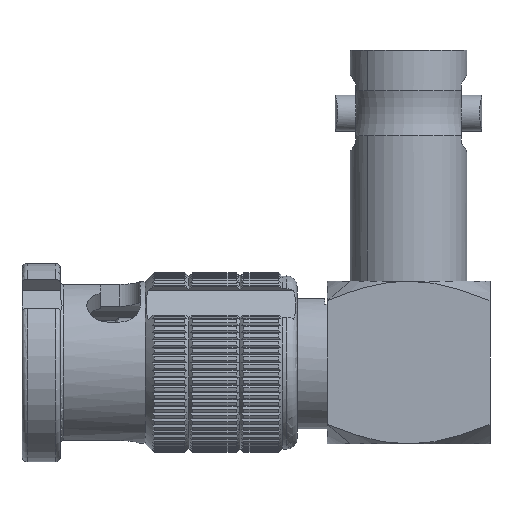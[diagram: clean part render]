
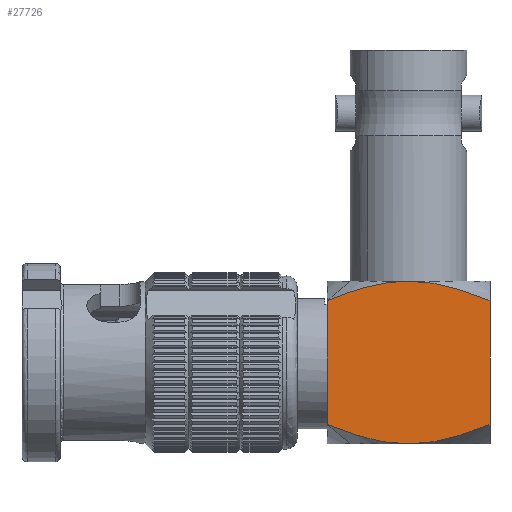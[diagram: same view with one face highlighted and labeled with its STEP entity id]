
A CAD part, front view. The second image highlights one B-rep face of the part: STEP entity #27726.
In plain terms, the highlighted planar face has unit normal (0, -1, 0).
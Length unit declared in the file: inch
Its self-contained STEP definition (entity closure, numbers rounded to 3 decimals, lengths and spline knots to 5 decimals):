
#11969=DIRECTION('',(0.,0.,-1.));
#11970=VECTOR('',#11969,0.19021);
#11971=CARTESIAN_POINT('',(0.40984,-0.125,0.09511));
#11972=LINE('',#11971,#11970);
#12076=CARTESIAN_POINT('',(0.53484,-0.125,-0.125));
#12077=CARTESIAN_POINT('',(0.53096,-0.125,-0.125));
#12078=CARTESIAN_POINT('',(0.5232,-0.125,-0.12479));
#12079=CARTESIAN_POINT('',(0.51161,-0.125,-0.12386));
#12080=CARTESIAN_POINT('',(0.50002,-0.125,-0.12234));
#12081=CARTESIAN_POINT('',(0.48844,-0.125,-0.12027));
#12082=CARTESIAN_POINT('',(0.47675,-0.125,-0.11767));
#12083=CARTESIAN_POINT('',(0.46482,-0.125,-0.11452));
#12084=CARTESIAN_POINT('',(0.45247,-0.125,-0.11081));
#12085=CARTESIAN_POINT('',(0.43946,-0.125,-0.10646));
#12086=CARTESIAN_POINT('',(0.42548,-0.125,-0.10135));
#12087=CARTESIAN_POINT('',(0.41519,-0.125,-0.09729));
#12088=CARTESIAN_POINT('',(0.40984,-0.125,-0.09511));
#12090=CARTESIAN_POINT('',(0.40984,-0.125,0.09511));
#12091=CARTESIAN_POINT('',(0.41519,-0.125,0.09729));
#12092=CARTESIAN_POINT('',(0.42548,-0.125,0.10135));
#12093=CARTESIAN_POINT('',(0.43946,-0.125,0.10646));
#12094=CARTESIAN_POINT('',(0.45247,-0.125,0.11081));
#12095=CARTESIAN_POINT('',(0.46482,-0.125,0.11452));
#12096=CARTESIAN_POINT('',(0.47675,-0.125,0.11767));
#12097=CARTESIAN_POINT('',(0.48844,-0.125,0.12027));
#12098=CARTESIAN_POINT('',(0.50002,-0.125,0.12234));
#12099=CARTESIAN_POINT('',(0.51161,-0.125,0.12386));
#12100=CARTESIAN_POINT('',(0.5232,-0.125,0.12479));
#12101=CARTESIAN_POINT('',(0.53096,-0.125,0.125));
#12102=CARTESIAN_POINT('',(0.53484,-0.125,0.125));
#12104=CARTESIAN_POINT('',(0.53484,-0.125,0.125));
#12105=CARTESIAN_POINT('',(0.53876,-0.125,0.125));
#12106=CARTESIAN_POINT('',(0.54659,-0.125,0.12479));
#12107=CARTESIAN_POINT('',(0.55829,-0.125,0.12384));
#12108=CARTESIAN_POINT('',(0.56995,-0.125,0.1223));
#12109=CARTESIAN_POINT('',(0.58159,-0.125,0.1202));
#12110=CARTESIAN_POINT('',(0.59331,-0.125,0.11758));
#12111=CARTESIAN_POINT('',(0.60525,-0.125,0.11442));
#12112=CARTESIAN_POINT('',(0.61757,-0.125,0.1107));
#12113=CARTESIAN_POINT('',(0.63052,-0.125,0.10636));
#12114=CARTESIAN_POINT('',(0.64438,-0.125,0.10128));
#12115=CARTESIAN_POINT('',(0.65455,-0.125,0.09727));
#12116=CARTESIAN_POINT('',(0.65984,-0.125,0.09511));
#12118=DIRECTION('',(0.,0.,-1.));
#12119=VECTOR('',#12118,0.19021);
#12120=CARTESIAN_POINT('',(0.65984,-0.125,0.09511));
#12121=LINE('',#12120,#12119);
#12122=CARTESIAN_POINT('',(0.53484,-0.125,-0.125));
#12123=CARTESIAN_POINT('',(0.53876,-0.125,-0.125));
#12124=CARTESIAN_POINT('',(0.54659,-0.125,-0.12479));
#12125=CARTESIAN_POINT('',(0.55829,-0.125,-0.12384));
#12126=CARTESIAN_POINT('',(0.56995,-0.125,-0.1223));
#12127=CARTESIAN_POINT('',(0.58159,-0.125,-0.1202));
#12128=CARTESIAN_POINT('',(0.59331,-0.125,-0.11758));
#12129=CARTESIAN_POINT('',(0.60525,-0.125,-0.11442));
#12130=CARTESIAN_POINT('',(0.61757,-0.125,-0.1107));
#12131=CARTESIAN_POINT('',(0.63052,-0.125,-0.10636));
#12132=CARTESIAN_POINT('',(0.64438,-0.125,-0.10128));
#12133=CARTESIAN_POINT('',(0.65455,-0.125,-0.09727));
#12134=CARTESIAN_POINT('',(0.65984,-0.125,-0.09511));
#12187=CARTESIAN_POINT('',(0.65984,-0.125,-0.09511));
#12189=CARTESIAN_POINT('',(0.65984,-0.125,0.09511));
#13380=VERTEX_POINT('',#12187);
#13381=VERTEX_POINT('',#12189);
#13383=VERTEX_POINT('',#12076);
#13384=VERTEX_POINT('',#12088);
#13385=VERTEX_POINT('',#12090);
#13386=VERTEX_POINT('',#12102);
#27709=CARTESIAN_POINT('',(0.65984,-0.125,0.47933));
#27710=DIRECTION('',(0.,-1.,0.));
#27711=DIRECTION('',(-1.,0.,0.));
#27712=AXIS2_PLACEMENT_3D('',#27709,#27710,#27711);
#27713=PLANE('',#27712);
#27714=ORIENTED_EDGE('',*,*,#27702,.T.);
#27715=ORIENTED_EDGE('',*,*,#27614,.F.);
#27717=ORIENTED_EDGE('',*,*,#27716,.T.);
#27719=ORIENTED_EDGE('',*,*,#27718,.T.);
#27721=ORIENTED_EDGE('',*,*,#27720,.T.);
#27723=ORIENTED_EDGE('',*,*,#27722,.F.);
#27724=EDGE_LOOP('',(#27714,#27715,#27717,#27719,#27721,#27723));
#27725=FACE_OUTER_BOUND('',#27724,.F.);
#27726=ADVANCED_FACE('',(#27725),#27713,.T.);
#12089=B_SPLINE_CURVE_WITH_KNOTS('',3,(#12076,#12077,#12078,#12079,#12080,
#12081,#12082,#12083,#12084,#12085,#12086,#12087,#12088),.UNSPECIFIED.,.F.,.F.,(
4,1,1,1,1,1,1,1,1,1,4),(0.,0.1,0.2,0.3,0.4,0.5,0.6,0.7,0.8,
0.9,1.),.UNSPECIFIED.);
#12103=B_SPLINE_CURVE_WITH_KNOTS('',3,(#12090,#12091,#12092,#12093,#12094,
#12095,#12096,#12097,#12098,#12099,#12100,#12101,#12102),.UNSPECIFIED.,.F.,.F.,(
4,1,1,1,1,1,1,1,1,1,4),(0.,0.1,0.2,0.3,0.4,0.5,0.6,0.7,0.8,
0.9,1.),.UNSPECIFIED.);
#12117=B_SPLINE_CURVE_WITH_KNOTS('',3,(#12104,#12105,#12106,#12107,#12108,
#12109,#12110,#12111,#12112,#12113,#12114,#12115,#12116),.UNSPECIFIED.,.F.,.F.,(
4,1,1,1,1,1,1,1,1,1,4),(0.,0.1,0.2,0.3,0.4,0.5,0.6,0.7,0.8,
0.9,1.),.UNSPECIFIED.);
#12135=B_SPLINE_CURVE_WITH_KNOTS('',3,(#12122,#12123,#12124,#12125,#12126,
#12127,#12128,#12129,#12130,#12131,#12132,#12133,#12134),.UNSPECIFIED.,.F.,.F.,(
4,1,1,1,1,1,1,1,1,1,4),(0.,0.1,0.2,0.3,0.4,0.5,0.6,0.7,0.8,
0.9,1.),.UNSPECIFIED.);
#27614=EDGE_CURVE('',#13385,#13384,#11972,.T.);
#27702=EDGE_CURVE('',#13383,#13384,#12089,.T.);
#27716=EDGE_CURVE('',#13385,#13386,#12103,.T.);
#27718=EDGE_CURVE('',#13386,#13381,#12117,.T.);
#27720=EDGE_CURVE('',#13381,#13380,#12121,.T.);
#27722=EDGE_CURVE('',#13383,#13380,#12135,.T.);
